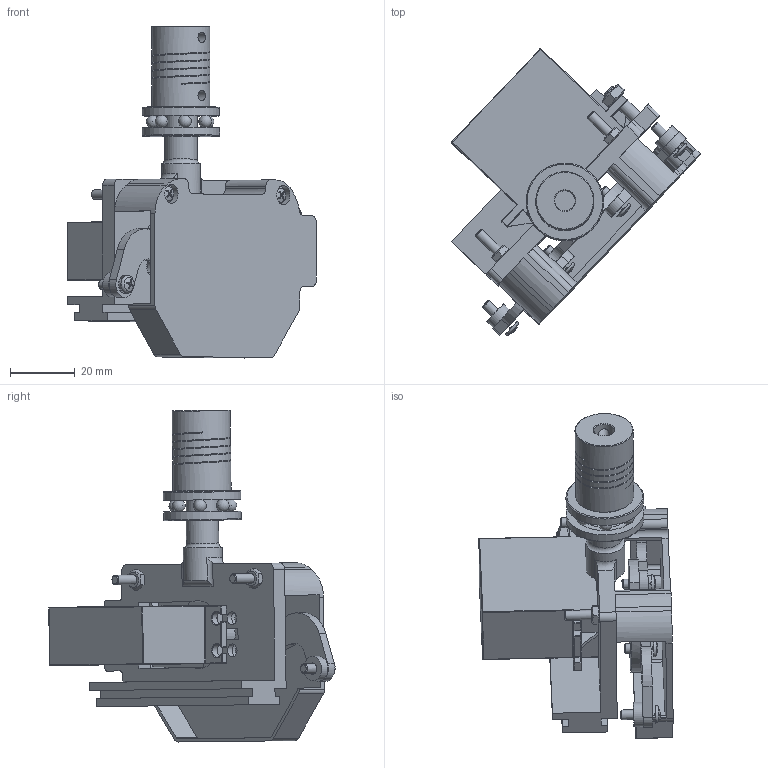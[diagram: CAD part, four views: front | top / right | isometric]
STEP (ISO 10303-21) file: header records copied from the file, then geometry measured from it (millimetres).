
FILE_DESCRIPTION(/* description */ (''),/* implementation_level */ '2;1');
FILE_NAME(/* name */ 'EndEffector base part.stp',/* time_stamp */ '2023-05-02T14:38:37+02:00',/* author */ ('M'),/* organization */ (''),/* preprocessor_version */ 'ST-DEVELOPER v18.1',/* originating_system */ 'Autodesk Inventor 2021',/* authorisation */ '');
FILE_SCHEMA (('AUTOMOTIVE_DESIGN { 1 0 10303 214 3 1 1 }'));
Length unit declared in the file: millimetre
Products named in the file (1): EndEffector
Bounding box: 76.98 x 88.59 x 102.69 mm (x, y, z)
Volume: 68056.7 mm3; surface area: 39402.2 mm2
Topology: 9 solids, 16 shells, 907 faces, 2898 edges, 1915 vertices
Faces by surface type: plane 479, cylinder 203, cone 95, torus 69, sphere 45, bspline 16
Full cylindrical faces by diameter (mm): 2.729 x6, 3 x11, 3.175 x4, 3.3 x4, 3.5 x2, 3.571 x2, 4 x8, 5.54 x1, 6 x2, 6.35 x1, 7 x2, 7.593 x2, 8 x1, 10 x7, 10.003 x1, 11 x1, 12 x1, 18 x5, 24 x2
Entity records: 35894 total; most frequent: CARTESIAN_POINT 8998, ORIENTED_EDGE 5780, DIRECTION 5230, EDGE_CURVE 2890, VERTEX_POINT 1943, AXIS2_PLACEMENT_3D 1761, LINE 1708, VECTOR 1708
